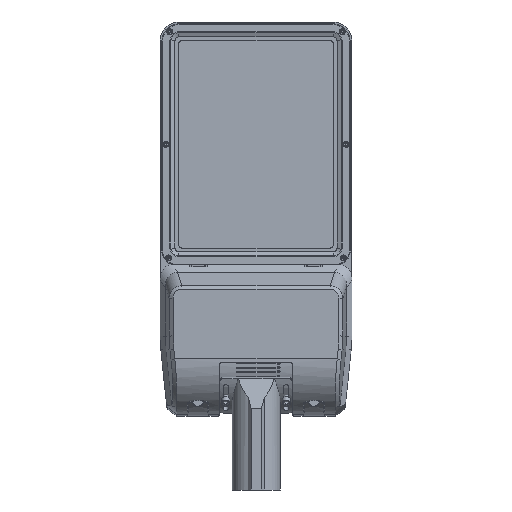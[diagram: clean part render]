
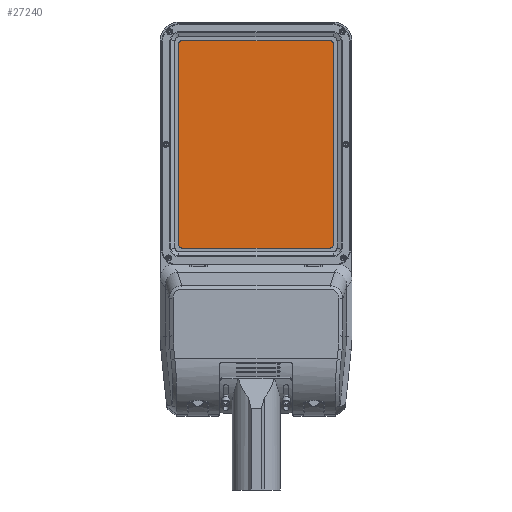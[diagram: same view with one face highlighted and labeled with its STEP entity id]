
A CAD part, front view. The second image highlights one B-rep face of the part: STEP entity #27240.
In plain terms, the highlighted face is planar.
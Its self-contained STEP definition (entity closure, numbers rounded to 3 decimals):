
#894 = DIRECTION ( 'NONE',  ( 1., 0., 0. ) ) ;
#2075 = CARTESIAN_POINT ( 'NONE',  ( -115.302, 383.45, 36.502 ) ) ;
#4757 = CARTESIAN_POINT ( 'NONE',  ( -115.302, 697.95, 36.502 ) ) ;
#6348 = EDGE_CURVE ( 'NONE', #128373, #103840, #115810, .T. ) ;
#7894 = DIRECTION ( 'NONE',  ( 0., 1., 0. ) ) ;
#7910 = CARTESIAN_POINT ( 'NONE',  ( 116.298, 697.95, 36.502 ) ) ;
#8148 = CARTESIAN_POINT ( 'NONE',  ( -115.302, 697.95, 36.502 ) ) ;
#10794 = CARTESIAN_POINT ( 'NONE',  ( 116.298, 702.95, 36.502 ) ) ;
#11091 = VERTEX_POINT ( 'NONE', #11593 ) ;
#11593 = CARTESIAN_POINT ( 'NONE',  ( 116.298, 378.45, 36.502 ) ) ;
#12611 = CIRCLE ( 'NONE', #86869, 5. ) ;
#15844 = EDGE_CURVE ( 'NONE', #116776, #11091, #150821, .T. ) ;
#18567 = AXIS2_PLACEMENT_3D ( 'NONE', #4757, #129755, #7894 ) ;
#20977 = LINE ( 'NONE', #67557, #125151 ) ;
#21772 = ORIENTED_EDGE ( 'NONE', *, *, #70203, .T. ) ;
#25301 = AXIS2_PLACEMENT_3D ( 'NONE', #128585, #104482, #67676 ) ;
#27240 = ADVANCED_FACE ( 'NONE', ( #93128 ), #106748, .T. ) ;
#28558 = DIRECTION ( 'NONE',  ( 0., 0., -1. ) ) ;
#32270 = DIRECTION ( 'NONE',  ( 0., 0., -1. ) ) ;
#32907 = CARTESIAN_POINT ( 'NONE',  ( -120.302, 383.45, 36.502 ) ) ;
#35247 = VECTOR ( 'NONE', #894, 1000. ) ;
#39806 = AXIS2_PLACEMENT_3D ( 'NONE', #8148, #32270, #105136 ) ;
#50919 = CARTESIAN_POINT ( 'NONE',  ( 121.298, 697.95, 36.502 ) ) ;
#54388 = CARTESIAN_POINT ( 'NONE',  ( -120.302, 383.45, 36.502 ) ) ;
#63334 = EDGE_CURVE ( 'NONE', #103840, #99115, #64897, .T. ) ;
#64897 = LINE ( 'NONE', #54388, #110117 ) ;
#64973 = CARTESIAN_POINT ( 'NONE',  ( -115.302, 702.95, 36.502 ) ) ;
#66443 = DIRECTION ( 'NONE',  ( 0., 1., 0. ) ) ;
#67557 = CARTESIAN_POINT ( 'NONE',  ( 121.298, 697.95, 36.502 ) ) ;
#67676 = DIRECTION ( 'NONE',  ( 0., -1., 0. ) ) ;
#68306 = DIRECTION ( 'NONE',  ( 0., -1., 0. ) ) ;
#68990 = CARTESIAN_POINT ( 'NONE',  ( 116.298, 378.45, 36.502 ) ) ;
#69392 = ORIENTED_EDGE ( 'NONE', *, *, #6348, .T. ) ;
#69616 = ORIENTED_EDGE ( 'NONE', *, *, #15844, .T. ) ;
#70203 = EDGE_CURVE ( 'NONE', #97239, #113168, #12611, .T. ) ;
#71690 = ORIENTED_EDGE ( 'NONE', *, *, #63334, .T. ) ;
#72300 = AXIS2_PLACEMENT_3D ( 'NONE', #2075, #28558, #136792 ) ;
#78336 = CARTESIAN_POINT ( 'NONE',  ( -115.302, 378.45, 36.502 ) ) ;
#80078 = DIRECTION ( 'NONE',  ( 1., 0., 0. ) ) ;
#82060 = EDGE_LOOP ( 'NONE', ( #71690, #144951, #102286, #21772, #110831, #69616, #128943, #69392 ) ) ;
#84401 = CARTESIAN_POINT ( 'NONE',  ( -115.302, 702.95, 36.502 ) ) ;
#86869 = AXIS2_PLACEMENT_3D ( 'NONE', #7910, #120134, #80078 ) ;
#88872 = VERTEX_POINT ( 'NONE', #84401 ) ;
#89958 = EDGE_CURVE ( 'NONE', #88872, #97239, #125862, .T. ) ;
#93128 = FACE_OUTER_BOUND ( 'NONE', #82060, .T. ) ;
#93861 = EDGE_CURVE ( 'NONE', #11091, #128373, #129937, .T. ) ;
#96083 = VECTOR ( 'NONE', #102670, 1000. ) ;
#97239 = VERTEX_POINT ( 'NONE', #10794 ) ;
#99115 = VERTEX_POINT ( 'NONE', #99946 ) ;
#99946 = CARTESIAN_POINT ( 'NONE',  ( -120.302, 697.95, 36.502 ) ) ;
#102056 = CARTESIAN_POINT ( 'NONE',  ( 121.298, 383.45, 36.502 ) ) ;
#102286 = ORIENTED_EDGE ( 'NONE', *, *, #89958, .T. ) ;
#102670 = DIRECTION ( 'NONE',  ( -1., 0., 0. ) ) ;
#103840 = VERTEX_POINT ( 'NONE', #32907 ) ;
#104482 = DIRECTION ( 'NONE',  ( 0., 0., -1. ) ) ;
#105136 = DIRECTION ( 'NONE',  ( 0., -1., 0. ) ) ;
#106748 = PLANE ( 'NONE',  #39806 ) ;
#110117 = VECTOR ( 'NONE', #66443, 1000. ) ;
#110831 = ORIENTED_EDGE ( 'NONE', *, *, #145828, .T. ) ;
#113168 = VERTEX_POINT ( 'NONE', #50919 ) ;
#115810 = CIRCLE ( 'NONE', #72300, 5. ) ;
#116776 = VERTEX_POINT ( 'NONE', #102056 ) ;
#120134 = DIRECTION ( 'NONE',  ( 0., 0., -1. ) ) ;
#125151 = VECTOR ( 'NONE', #68306, 1000. ) ;
#125862 = LINE ( 'NONE', #64973, #35247 ) ;
#128373 = VERTEX_POINT ( 'NONE', #78336 ) ;
#128585 = CARTESIAN_POINT ( 'NONE',  ( 116.298, 383.45, 36.502 ) ) ;
#128943 = ORIENTED_EDGE ( 'NONE', *, *, #93861, .T. ) ;
#129755 = DIRECTION ( 'NONE',  ( 0., 0., -1. ) ) ;
#129937 = LINE ( 'NONE', #68990, #96083 ) ;
#134456 = EDGE_CURVE ( 'NONE', #99115, #88872, #157047, .T. ) ;
#136792 = DIRECTION ( 'NONE',  ( -1., 0., 0. ) ) ;
#144951 = ORIENTED_EDGE ( 'NONE', *, *, #134456, .T. ) ;
#145828 = EDGE_CURVE ( 'NONE', #113168, #116776, #20977, .T. ) ;
#150821 = CIRCLE ( 'NONE', #25301, 5. ) ;
#157047 = CIRCLE ( 'NONE', #18567, 5. ) ;
